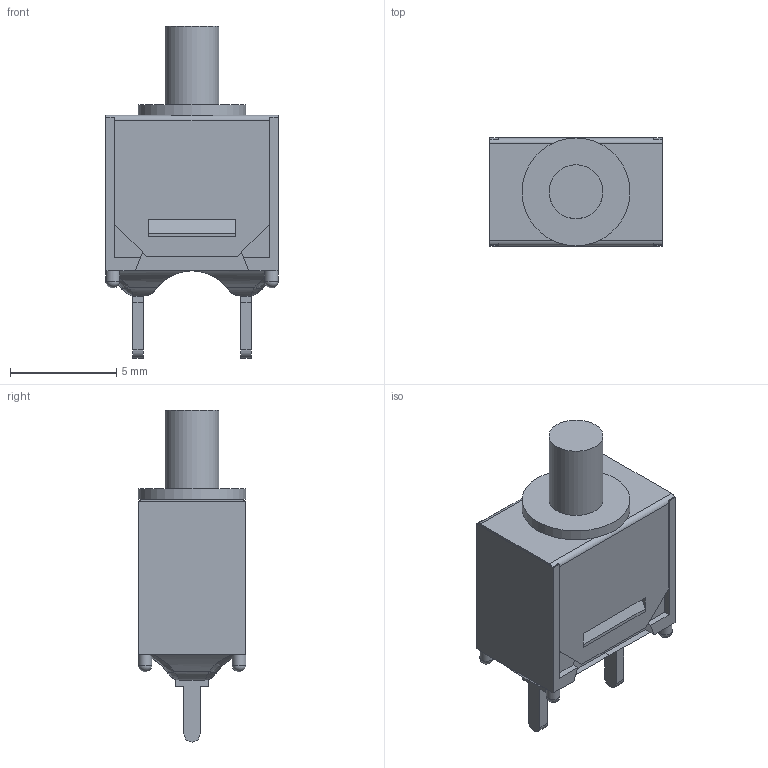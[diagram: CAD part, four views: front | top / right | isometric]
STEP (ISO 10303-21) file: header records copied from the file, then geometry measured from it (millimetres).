
FILE_DESCRIPTION((' '),'2;1');
FILE_NAME('800SP9B10M2xE.stp','2017-08-01T14:23:03',(' '),(' '),' ','ACIS',' ');
FILE_SCHEMA(('CONFIG_CONTROL_DESIGN'));
Length unit declared in the file: inch
Products named in the file (6): 800SP9B10M2xE.stp; Body1; Body2; Body3; Body4; Body5
Assembly tree (5 placements, depth 2):
  800SP9B10M2xE.stp
    Body1
    Body2
    Body3
    Body4
    Body5
Bounding box: 8.13 x 5.08 x 15.64 mm (x, y, z)
Volume: 217.5 mm3; surface area: 882 mm2
Topology: 5 solids, 5 shells, 134 faces, 348 edges, 222 vertices
Faces by surface type: plane 92, cylinder 26, bspline 12, sphere 4
Full cylindrical faces by diameter (mm): 0.65 x4, 2.54 x2, 5.08 x1
Entity records: 5250 total; most frequent: CARTESIAN_POINT 1292, ORIENTED_EDGE 662, DIRECTION 615, EDGE_CURVE 331, VECTOR 241, LINE 241, VERTEX_POINT 216, AXIS2_PLACEMENT_3D 187
